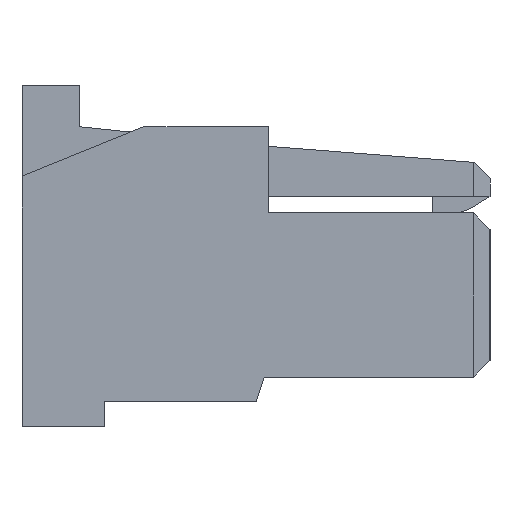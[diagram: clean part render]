
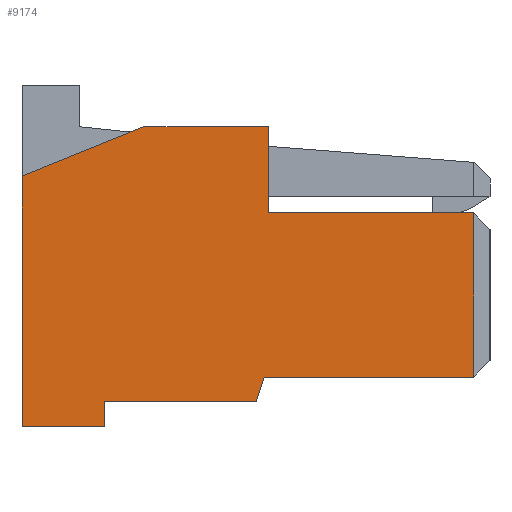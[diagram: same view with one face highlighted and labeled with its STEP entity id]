
A CAD part, left-side view. The second image highlights one B-rep face of the part: STEP entity #9174.
In plain terms, the highlighted planar face has unit normal (-1, 0, 0).
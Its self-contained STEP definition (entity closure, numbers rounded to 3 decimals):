
#383=DIRECTION('',(0.,0.,1.));
#384=VECTOR('',#383,3.05);
#385=CARTESIAN_POINT('',(-4.325,5.7,-2.075));
#386=LINE('',#385,#384);
#3211=DIRECTION('',(0.,0.,-1.));
#3212=VECTOR('',#3211,2.);
#3213=CARTESIAN_POINT('',(-4.325,0.2,0.525));
#3214=LINE('',#3213,#3212);
#3215=DIRECTION('',(0.,1.,0.));
#3216=VECTOR('',#3215,2.55);
#3217=CARTESIAN_POINT('',(-4.325,0.2,-1.475));
#3218=LINE('',#3217,#3216);
#3219=DIRECTION('',(0.,-0.316,0.949));
#3220=VECTOR('',#3219,0.316);
#3221=CARTESIAN_POINT('',(-4.325,2.85,-1.775));
#3222=LINE('',#3221,#3220);
#3223=DIRECTION('',(0.,1.,0.));
#3224=VECTOR('',#3223,1.85);
#3225=CARTESIAN_POINT('',(-4.325,2.85,-1.775));
#3226=LINE('',#3225,#3224);
#3227=DIRECTION('',(0.,0.,1.));
#3228=VECTOR('',#3227,0.3);
#3229=CARTESIAN_POINT('',(-4.325,4.7,-2.075));
#3230=LINE('',#3229,#3228);
#3231=DIRECTION('',(0.,1.,0.));
#3232=VECTOR('',#3231,1.);
#3233=CARTESIAN_POINT('',(-4.325,4.7,-2.075));
#3234=LINE('',#3233,#3232);
#3235=DIRECTION('',(0.,-0.927,0.375));
#3236=VECTOR('',#3235,1.602);
#3237=CARTESIAN_POINT('',(-4.325,5.7,0.975));
#3238=LINE('',#3237,#3236);
#3239=DIRECTION('',(0.,-1.,0.));
#3240=VECTOR('',#3239,1.515);
#3241=CARTESIAN_POINT('',(-4.325,4.215,1.575));
#3242=LINE('',#3241,#3240);
#3243=DIRECTION('',(0.,0.,-1.));
#3244=VECTOR('',#3243,1.05);
#3245=CARTESIAN_POINT('',(-4.325,2.7,1.575));
#3246=LINE('',#3245,#3244);
#3247=DIRECTION('',(0.,1.,0.));
#3248=VECTOR('',#3247,2.5);
#3249=CARTESIAN_POINT('',(-4.325,0.2,0.525));
#3250=LINE('',#3249,#3248);
#3564=CARTESIAN_POINT('',(-4.325,5.7,-2.075));
#3566=VERTEX_POINT('',#3564);
#3567=CARTESIAN_POINT('',(-4.325,4.7,-2.075));
#3568=CARTESIAN_POINT('',(-4.325,4.7,-1.775));
#3569=VERTEX_POINT('',#3567);
#3570=VERTEX_POINT('',#3568);
#3599=CARTESIAN_POINT('',(-4.325,5.7,0.975));
#3600=VERTEX_POINT('',#3599);
#4413=CARTESIAN_POINT('',(-4.325,2.85,-1.775));
#4414=CARTESIAN_POINT('',(-4.325,2.75,-1.475));
#4415=VERTEX_POINT('',#4413);
#4416=VERTEX_POINT('',#4414);
#4427=CARTESIAN_POINT('',(-4.325,4.215,1.575));
#4428=VERTEX_POINT('',#4427);
#4429=CARTESIAN_POINT('',(-4.325,2.7,1.575));
#4430=VERTEX_POINT('',#4429);
#4431=CARTESIAN_POINT('',(-4.325,2.7,0.525));
#4432=VERTEX_POINT('',#4431);
#4699=CARTESIAN_POINT('',(-4.325,0.2,0.525));
#4700=CARTESIAN_POINT('',(-4.325,0.2,-1.475));
#4701=VERTEX_POINT('',#4699);
#4702=VERTEX_POINT('',#4700);
#9152=CARTESIAN_POINT('',(-4.325,0.,-2.075));
#9153=DIRECTION('',(-1.,0.,0.));
#9154=DIRECTION('',(0.,0.,1.));
#9155=AXIS2_PLACEMENT_3D('',#9152,#9153,#9154);
#9156=PLANE('',#9155);
#9158=ORIENTED_EDGE('',*,*,#9157,.T.);
#9159=ORIENTED_EDGE('',*,*,#6574,.T.);
#9160=ORIENTED_EDGE('',*,*,#5726,.F.);
#9161=ORIENTED_EDGE('',*,*,#6253,.T.);
#9162=ORIENTED_EDGE('',*,*,#6145,.F.);
#9164=ORIENTED_EDGE('',*,*,#9163,.T.);
#9165=ORIENTED_EDGE('',*,*,#5043,.T.);
#9167=ORIENTED_EDGE('',*,*,#9166,.T.);
#9169=ORIENTED_EDGE('',*,*,#9168,.T.);
#9170=ORIENTED_EDGE('',*,*,#5192,.T.);
#9171=ORIENTED_EDGE('',*,*,#9144,.F.);
#9172=EDGE_LOOP('',(#9158,#9159,#9160,#9161,#9162,#9164,#9165,#9167,#9169,#9170,
#9171));
#9173=FACE_OUTER_BOUND('',#9172,.F.);
#5043=EDGE_CURVE('',#3566,#3600,#386,.T.);
#5192=EDGE_CURVE('',#4430,#4432,#3246,.T.);
#5726=EDGE_CURVE('',#4415,#4416,#3222,.T.);
#6145=EDGE_CURVE('',#3569,#3570,#3230,.T.);
#6253=EDGE_CURVE('',#4415,#3570,#3226,.T.);
#6574=EDGE_CURVE('',#4702,#4416,#3218,.T.);
#9144=EDGE_CURVE('',#4701,#4432,#3250,.T.);
#9157=EDGE_CURVE('',#4701,#4702,#3214,.T.);
#9163=EDGE_CURVE('',#3569,#3566,#3234,.T.);
#9166=EDGE_CURVE('',#3600,#4428,#3238,.T.);
#9168=EDGE_CURVE('',#4428,#4430,#3242,.T.);
#9174=ADVANCED_FACE('',(#9173),#9156,.T.);
